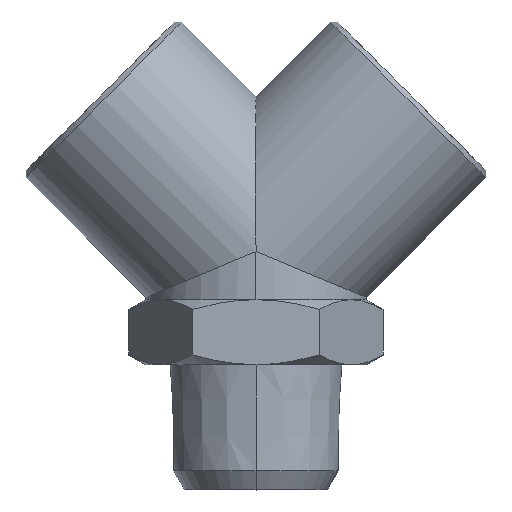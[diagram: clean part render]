
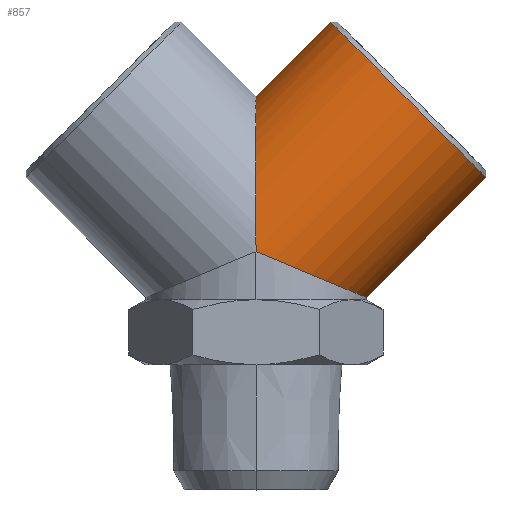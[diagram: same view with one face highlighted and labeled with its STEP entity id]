
A CAD part, top view. The second image highlights one B-rep face of the part: STEP entity #857.
In plain terms, the highlighted cylindrical face has radius 11 mm (diameter 22 mm), a partial arc.
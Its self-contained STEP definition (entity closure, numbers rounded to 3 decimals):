
#154 = CIRCLE ( 'NONE', #1126, 11. ) ;
#160 = DIRECTION ( 'NONE',  ( -0.707, 0.707, 0. ) ) ;
#232 = EDGE_CURVE ( 'NONE', #1539, #1423, #988, .T. ) ;
#274 = DIRECTION ( 'NONE',  ( -0.707, -0.707, 0. ) ) ;
#292 = CARTESIAN_POINT ( 'NONE',  ( -217.14, -2.049, -14. ) ) ;
#351 = ORIENTED_EDGE ( 'NONE', *, *, #434, .T. ) ;
#372 = VERTEX_POINT ( 'NONE', #1158 ) ;
#385 = CARTESIAN_POINT ( 'NONE',  ( -217.14, 13.507, -25. ) ) ;
#401 = CARTESIAN_POINT ( 'NONE',  ( -201.937, 13.153, -25. ) ) ;
#429 = CARTESIAN_POINT ( 'NONE',  ( -209.453, -9.919, -25. ) ) ;
#434 = EDGE_CURVE ( 'NONE', #1423, #372, #893, .T. ) ;
#474 = VECTOR ( 'NONE', #616, 1000. ) ;
#519 = VERTEX_POINT ( 'NONE', #594 ) ;
#530 = DIRECTION ( 'NONE',  ( 0.707, 0.707, 0. ) ) ;
#571 = VECTOR ( 'NONE', #810, 1000. ) ;
#594 = CARTESIAN_POINT ( 'NONE',  ( -194.159, 5.375, -25. ) ) ;
#616 = DIRECTION ( 'NONE',  ( 0.707, 0.707, 0. ) ) ;
#626 = CYLINDRICAL_SURFACE ( 'NONE', #1509, 11. ) ;
#664 = DIRECTION ( 'NONE',  ( -0.707, 0.707, 0. ) ) ;
#665 = ORIENTED_EDGE ( 'NONE', *, *, #1184, .T. ) ;
#692 = LINE ( 'NONE', #1478, #474 ) ;
#724 = ORIENTED_EDGE ( 'NONE', *, *, #1342, .F. ) ;
#725 = EDGE_CURVE ( 'NONE', #519, #1475, #154, .T. ) ;
#810 = DIRECTION ( 'NONE',  ( 0.707, 0.707, 0. ) ) ;
#857 = ADVANCED_FACE ( 'NONE', ( #1050 ), #626, .T. ) ;
#862 = EDGE_LOOP ( 'NONE', ( #351, #665, #909, #724, #1152 ) ) ;
#868 = CARTESIAN_POINT ( 'NONE',  ( -217.14, 13.507, -18.556 ) ) ;
#872 = CARTESIAN_POINT ( 'NONE',  ( -217.14, 7.063, -14. ) ) ;
#893 =( BOUNDED_CURVE ( )  B_SPLINE_CURVE ( 3, ( #292, #1039, #1292, #1417 ),
 .UNSPECIFIED., .F., .F. ) 
 B_SPLINE_CURVE_WITH_KNOTS ( ( 4, 4 ),
 ( 4.712, 6.283 ),
 .UNSPECIFIED. ) 
 CURVE ( )  GEOMETRIC_REPRESENTATION_ITEM ( )  RATIONAL_B_SPLINE_CURVE ( ( 1., 0.805, 0.805, 1. ) ) 
 REPRESENTATION_ITEM ( '' )  );
#904 = LINE ( 'NONE', #429, #571 ) ;
#909 = ORIENTED_EDGE ( 'NONE', *, *, #725, .T. ) ;
#988 =( BOUNDED_CURVE ( )  B_SPLINE_CURVE ( 3, ( #1110, #868, #872, #1481 ),
 .UNSPECIFIED., .F., .F. ) 
 B_SPLINE_CURVE_WITH_KNOTS ( ( 4, 4 ),
 ( 0., 1.571 ),
 .UNSPECIFIED. ) 
 CURVE ( )  GEOMETRIC_REPRESENTATION_ITEM ( )  RATIONAL_B_SPLINE_CURVE ( ( 1., 0.805, 0.805, 1. ) ) 
 REPRESENTATION_ITEM ( '' )  );
#1039 = CARTESIAN_POINT ( 'NONE',  ( -210.696, -4.719, -14. ) ) ;
#1050 = FACE_OUTER_BOUND ( 'NONE', #862, .T. ) ;
#1107 = CARTESIAN_POINT ( 'NONE',  ( -217.14, -2.049, -14. ) ) ;
#1110 = CARTESIAN_POINT ( 'NONE',  ( -217.14, 13.507, -25. ) ) ;
#1126 = AXIS2_PLACEMENT_3D ( 'NONE', #401, #274, #160 ) ;
#1152 = ORIENTED_EDGE ( 'NONE', *, *, #232, .T. ) ;
#1158 = CARTESIAN_POINT ( 'NONE',  ( -206.14, -6.606, -25. ) ) ;
#1184 = EDGE_CURVE ( 'NONE', #372, #519, #904, .T. ) ;
#1270 = CARTESIAN_POINT ( 'NONE',  ( -209.715, 20.931, -25. ) ) ;
#1288 = CARTESIAN_POINT ( 'NONE',  ( -217.231, -2.141, -25. ) ) ;
#1292 = CARTESIAN_POINT ( 'NONE',  ( -206.14, -6.606, -18.556 ) ) ;
#1342 = EDGE_CURVE ( 'NONE', #1539, #1475, #692, .T. ) ;
#1417 = CARTESIAN_POINT ( 'NONE',  ( -206.14, -6.606, -25. ) ) ;
#1423 = VERTEX_POINT ( 'NONE', #1107 ) ;
#1475 = VERTEX_POINT ( 'NONE', #1270 ) ;
#1478 = CARTESIAN_POINT ( 'NONE',  ( -225.009, 5.637, -25. ) ) ;
#1481 = CARTESIAN_POINT ( 'NONE',  ( -217.14, -2.049, -14. ) ) ;
#1509 = AXIS2_PLACEMENT_3D ( 'NONE', #1288, #530, #664 ) ;
#1539 = VERTEX_POINT ( 'NONE', #385 ) ;
